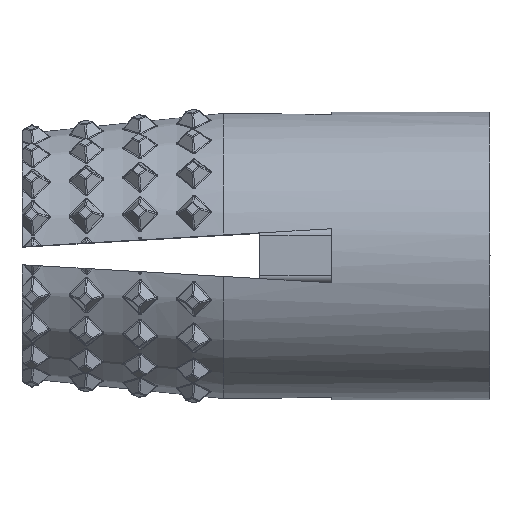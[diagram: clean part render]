
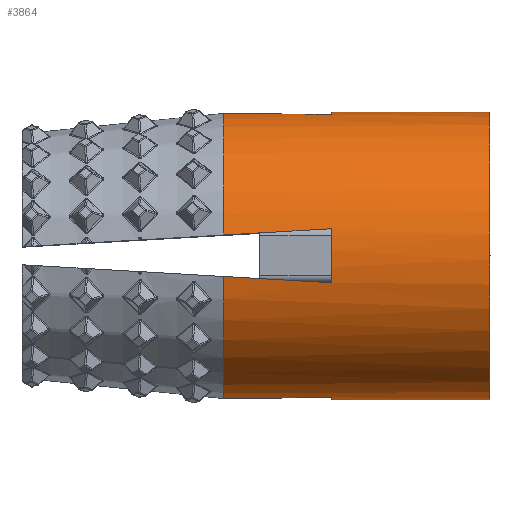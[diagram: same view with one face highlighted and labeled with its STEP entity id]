
A CAD part, top view. The second image highlights one B-rep face of the part: STEP entity #3864.
In plain terms, the highlighted cylindrical face has radius 2 mm (diameter 4 mm), a full revolution.
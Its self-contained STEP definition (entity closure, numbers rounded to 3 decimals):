
#1833=CARTESIAN_POINT('',(2.0,0.,6.5));
#1834=VERTEX_POINT('',#1833);
#1835=CARTESIAN_POINT('',(0.0,0.0,6.5));
#1836=DIRECTION('',(0.0,0.0,-1.0));
#1837=DIRECTION('',(-1.0,0.0,0.0));
#1838=AXIS2_PLACEMENT_3D('',#1835,#1836,#1837);
#1839=CIRCLE('',#1838,2.0);
#1840=EDGE_CURVE('',#1834,#1834,#1839,.T.);
#1853=CARTESIAN_POINT('',(-1.965,-0.375,4.3));
#1854=VERTEX_POINT('',#1853);
#1855=CARTESIAN_POINT('',(-1.979,-0.288,2.8));
#1856=VERTEX_POINT('',#1855);
#1857=CARTESIAN_POINT('',(0.0,0.0,-2.15));
#1858=DIRECTION('',(0.,-0.998,-0.058));
#1859=DIRECTION('',(0.0,-0.058,0.998));
#1860=AXIS2_PLACEMENT_3D('',#1857,#1858,#1859);
#1861=ELLIPSE('',#1860,34.458,2.);
#1862=EDGE_CURVE('',#1854,#1856,#1861,.T.);
#2357=CARTESIAN_POINT('',(1.979,-0.288,2.8));
#2358=VERTEX_POINT('',#2357);
#2359=CARTESIAN_POINT('',(1.965,-0.375,4.3));
#2360=VERTEX_POINT('',#2359);
#2361=CARTESIAN_POINT('',(0.0,0.0,-2.15));
#2362=DIRECTION('',(0.,-0.998,-0.058));
#2363=DIRECTION('',(0.0,-0.058,0.998));
#2364=AXIS2_PLACEMENT_3D('',#2361,#2362,#2363);
#2365=ELLIPSE('',#2364,34.458,2.);
#2366=EDGE_CURVE('',#2358,#2360,#2365,.T.);
#3730=CARTESIAN_POINT('',(0.0,0.0,0.0));
#3731=DIRECTION('',(0.0,0.0,1.0));
#3732=DIRECTION('',(-1.0,0.0,0.0));
#3733=AXIS2_PLACEMENT_3D('',#3730,#3731,#3732);
#3734=CYLINDRICAL_SURFACE('',#3733,2.0);
#3735=ORIENTED_EDGE('',*,*,#1840,.T.);
#3736=EDGE_LOOP('',(#3735));
#3737=FACE_OUTER_BOUND('',#3736,.T.);
#3738=ORIENTED_EDGE('',*,*,#2366,.T.);
#3739=CARTESIAN_POINT('',(1.965,0.375,4.3));
#3740=VERTEX_POINT('',#3739);
#3741=CARTESIAN_POINT('',(0.0,0.0,4.3));
#3742=DIRECTION('',(0.0,0.0,1.0));
#3743=DIRECTION('',(-1.0,0.0,0.0));
#3744=AXIS2_PLACEMENT_3D('',#3741,#3742,#3743);
#3745=CIRCLE('',#3744,2.0);
#3746=EDGE_CURVE('',#2360,#3740,#3745,.T.);
#3747=ORIENTED_EDGE('',*,*,#3746,.T.);
#3748=CARTESIAN_POINT('',(1.979,0.288,2.8));
#3749=VERTEX_POINT('',#3748);
#3750=CARTESIAN_POINT('',(0.0,0.0,-2.15));
#3751=DIRECTION('',(0.,0.998,-0.058));
#3752=DIRECTION('',(0.0,-0.058,-0.998));
#3753=AXIS2_PLACEMENT_3D('',#3750,#3751,#3752);
#3754=ELLIPSE('',#3753,34.458,2.);
#3755=EDGE_CURVE('',#3740,#3749,#3754,.T.);
#3756=ORIENTED_EDGE('',*,*,#3755,.T.);
#3757=CARTESIAN_POINT('',(0.288,1.979,2.8));
#3758=VERTEX_POINT('',#3757);
#3759=CARTESIAN_POINT('',(0.0,0.0,2.8));
#3760=DIRECTION('',(0.0,0.0,1.0));
#3761=DIRECTION('',(-1.0,0.0,0.0));
#3762=AXIS2_PLACEMENT_3D('',#3759,#3760,#3761);
#3763=CIRCLE('',#3762,2.0);
#3764=EDGE_CURVE('',#3749,#3758,#3763,.T.);
#3765=ORIENTED_EDGE('',*,*,#3764,.T.);
#3766=CARTESIAN_POINT('',(0.375,1.965,4.3));
#3767=VERTEX_POINT('',#3766);
#3768=CARTESIAN_POINT('',(0.0,0.0,-2.15));
#3769=DIRECTION('',(0.998,0.0,-0.058));
#3770=DIRECTION('',(-0.058,0.0,-0.998));
#3771=AXIS2_PLACEMENT_3D('',#3768,#3769,#3770);
#3772=ELLIPSE('',#3771,34.458,2.);
#3773=EDGE_CURVE('',#3758,#3767,#3772,.T.);
#3774=ORIENTED_EDGE('',*,*,#3773,.T.);
#3775=CARTESIAN_POINT('',(-0.375,1.965,4.3));
#3776=VERTEX_POINT('',#3775);
#3777=CARTESIAN_POINT('',(0.0,0.0,4.3));
#3778=DIRECTION('',(0.0,0.0,1.0));
#3779=DIRECTION('',(-1.0,0.0,0.0));
#3780=AXIS2_PLACEMENT_3D('',#3777,#3778,#3779);
#3781=CIRCLE('',#3780,2.0);
#3782=EDGE_CURVE('',#3767,#3776,#3781,.T.);
#3783=ORIENTED_EDGE('',*,*,#3782,.T.);
#3784=CARTESIAN_POINT('',(-0.288,1.979,2.8));
#3785=VERTEX_POINT('',#3784);
#3786=CARTESIAN_POINT('',(0.0,0.0,-2.15));
#3787=DIRECTION('',(-0.998,0.0,-0.058));
#3788=DIRECTION('',(-0.058,0.0,0.998));
#3789=AXIS2_PLACEMENT_3D('',#3786,#3787,#3788);
#3790=ELLIPSE('',#3789,34.458,2.);
#3791=EDGE_CURVE('',#3776,#3785,#3790,.T.);
#3792=ORIENTED_EDGE('',*,*,#3791,.T.);
#3793=CARTESIAN_POINT('',(-1.979,0.288,2.8));
#3794=VERTEX_POINT('',#3793);
#3795=CARTESIAN_POINT('',(0.0,0.0,2.8));
#3796=DIRECTION('',(0.0,0.0,1.0));
#3797=DIRECTION('',(-1.0,0.0,0.0));
#3798=AXIS2_PLACEMENT_3D('',#3795,#3796,#3797);
#3799=CIRCLE('',#3798,2.0);
#3800=EDGE_CURVE('',#3785,#3794,#3799,.T.);
#3801=ORIENTED_EDGE('',*,*,#3800,.T.);
#3802=CARTESIAN_POINT('',(-1.965,0.375,4.3));
#3803=VERTEX_POINT('',#3802);
#3804=CARTESIAN_POINT('',(0.0,0.0,-2.15));
#3805=DIRECTION('',(0.,0.998,-0.058));
#3806=DIRECTION('',(0.0,-0.058,-0.998));
#3807=AXIS2_PLACEMENT_3D('',#3804,#3805,#3806);
#3808=ELLIPSE('',#3807,34.458,2.);
#3809=EDGE_CURVE('',#3794,#3803,#3808,.T.);
#3810=ORIENTED_EDGE('',*,*,#3809,.T.);
#3811=CARTESIAN_POINT('',(0.0,0.0,4.3));
#3812=DIRECTION('',(0.0,0.0,1.0));
#3813=DIRECTION('',(-1.0,0.0,0.0));
#3814=AXIS2_PLACEMENT_3D('',#3811,#3812,#3813);
#3815=CIRCLE('',#3814,2.0);
#3816=EDGE_CURVE('',#3803,#1854,#3815,.T.);
#3817=ORIENTED_EDGE('',*,*,#3816,.T.);
#3818=ORIENTED_EDGE('',*,*,#1862,.T.);
#3819=CARTESIAN_POINT('',(-0.288,-1.979,2.8));
#3820=VERTEX_POINT('',#3819);
#3821=CARTESIAN_POINT('',(0.0,0.0,2.8));
#3822=DIRECTION('',(0.0,0.0,1.0));
#3823=DIRECTION('',(-1.0,0.0,0.0));
#3824=AXIS2_PLACEMENT_3D('',#3821,#3822,#3823);
#3825=CIRCLE('',#3824,2.0);
#3826=EDGE_CURVE('',#1856,#3820,#3825,.T.);
#3827=ORIENTED_EDGE('',*,*,#3826,.T.);
#3828=CARTESIAN_POINT('',(-0.375,-1.965,4.3));
#3829=VERTEX_POINT('',#3828);
#3830=CARTESIAN_POINT('',(0.0,0.0,-2.15));
#3831=DIRECTION('',(-0.998,0.0,-0.058));
#3832=DIRECTION('',(-0.058,0.0,0.998));
#3833=AXIS2_PLACEMENT_3D('',#3830,#3831,#3832);
#3834=ELLIPSE('',#3833,34.458,2.);
#3835=EDGE_CURVE('',#3820,#3829,#3834,.T.);
#3836=ORIENTED_EDGE('',*,*,#3835,.T.);
#3837=CARTESIAN_POINT('',(0.375,-1.965,4.3));
#3838=VERTEX_POINT('',#3837);
#3839=CARTESIAN_POINT('',(0.0,0.0,4.3));
#3840=DIRECTION('',(0.0,0.0,1.0));
#3841=DIRECTION('',(-1.0,0.0,0.0));
#3842=AXIS2_PLACEMENT_3D('',#3839,#3840,#3841);
#3843=CIRCLE('',#3842,2.0);
#3844=EDGE_CURVE('',#3829,#3838,#3843,.T.);
#3845=ORIENTED_EDGE('',*,*,#3844,.T.);
#3846=CARTESIAN_POINT('',(0.288,-1.979,2.8));
#3847=VERTEX_POINT('',#3846);
#3848=CARTESIAN_POINT('',(0.0,0.0,-2.15));
#3849=DIRECTION('',(0.998,0.0,-0.058));
#3850=DIRECTION('',(-0.058,0.0,-0.998));
#3851=AXIS2_PLACEMENT_3D('',#3848,#3849,#3850);
#3852=ELLIPSE('',#3851,34.458,2.);
#3853=EDGE_CURVE('',#3838,#3847,#3852,.T.);
#3854=ORIENTED_EDGE('',*,*,#3853,.T.);
#3855=CARTESIAN_POINT('',(0.0,0.0,2.8));
#3856=DIRECTION('',(0.0,0.0,1.0));
#3857=DIRECTION('',(-1.0,0.0,0.0));
#3858=AXIS2_PLACEMENT_3D('',#3855,#3856,#3857);
#3859=CIRCLE('',#3858,2.0);
#3860=EDGE_CURVE('',#3847,#2358,#3859,.T.);
#3861=ORIENTED_EDGE('',*,*,#3860,.T.);
#3862=EDGE_LOOP('',(#3738,#3747,#3756,#3765,#3774,#3783,#3792,#3801,#3810,#3817,#3818,#3827,#3836,#3845,#3854,#3861));
#3863=FACE_BOUND('',#3862,.T.);
#3864=ADVANCED_FACE('',(#3737,#3863),#3734,.T.);
